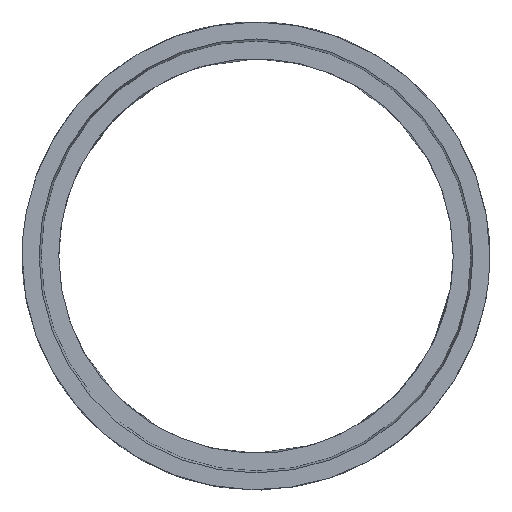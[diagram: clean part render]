
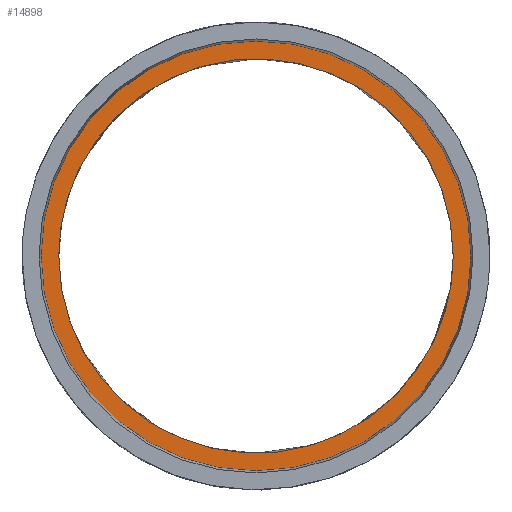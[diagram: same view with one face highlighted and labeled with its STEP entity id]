
A CAD part, top view. The second image highlights one B-rep face of the part: STEP entity #14898.
In plain terms, the highlighted planar face has unit normal (0, 0, 1).
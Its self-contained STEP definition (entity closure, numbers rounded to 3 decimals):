
#170 = CARTESIAN_POINT ( 'NONE',  ( -500., 132.604, 250. ) ) ;
#279 = CARTESIAN_POINT ( 'NONE',  ( 259.788, 447.319, 250. ) ) ;
#631 = ORIENTED_EDGE ( 'NONE', *, *, #17486, .F. ) ;
#773 = FACE_BOUND ( 'NONE', #15168, .T. ) ;
#1785 = CARTESIAN_POINT ( 'NONE',  ( 480.329, 176.116, 250. ) ) ;
#1929 = CARTESIAN_POINT ( 'NONE',  ( 499.737, -19.864, 250. ) ) ;
#2178 = AXIS2_PLACEMENT_3D ( 'NONE', #7446, #18805, #16973 ) ;
#2390 = FACE_OUTER_BOUND ( 'NONE', #5181, .T. ) ;
#3216 = CARTESIAN_POINT ( 'NONE',  ( 259.788, -447.319, 250. ) ) ;
#3459 = VERTEX_POINT ( 'NONE', #12579 ) ;
#3816 = CARTESIAN_POINT ( 'NONE',  ( 496.611, 59.236, 250. ) ) ;
#4934 = CIRCLE ( 'NONE', #17012, 545. ) ;
#4946 = CARTESIAN_POINT ( 'NONE',  ( 132.604, -500., 250. ) ) ;
#5181 = EDGE_LOOP ( 'NONE', ( #10818, #7619 ) ) ;
#5287 = VERTEX_POINT ( 'NONE', #15257 ) ;
#5332 = CARTESIAN_POINT ( 'NONE',  ( 500., 0., 250. ) ) ;
#6973 = CARTESIAN_POINT ( 'NONE',  ( -500., -132.604, 250. ) ) ;
#7046 = CARTESIAN_POINT ( 'NONE',  ( 132.604, 500., 250. ) ) ;
#7446 = CARTESIAN_POINT ( 'NONE',  ( 500., 0., 250. ) ) ;
#7619 = ORIENTED_EDGE ( 'NONE', *, *, #14998, .T. ) ;
#7684 = CIRCLE ( 'NONE', #18727, 545. ) ;
#7757 = VERTEX_POINT ( 'NONE', #19808 ) ;
#8280 = CARTESIAN_POINT ( 'NONE',  ( -259.788, -447.319, 250. ) ) ;
#8351 = CARTESIAN_POINT ( 'NONE',  ( 428.566, 278.541, 250. ) ) ;
#8489 = CARTESIAN_POINT ( 'NONE',  ( 500., 0., 250. ) ) ;
#8589 = CARTESIAN_POINT ( 'NONE',  ( 480.329, -176.116, 250. ) ) ;
#9350 = DIRECTION ( 'NONE',  ( 0., 0., 1. ) ) ;
#10012 = CARTESIAN_POINT ( 'NONE',  ( -500., 0., 250. ) ) ;
#10223 = CARTESIAN_POINT ( 'NONE',  ( 428.566, -278.541, 250. ) ) ;
#10294 = CARTESIAN_POINT ( 'NONE',  ( -132.604, 500., 250. ) ) ;
#10818 = ORIENTED_EDGE ( 'NONE', *, *, #16702, .T. ) ;
#10863 = DIRECTION ( 'NONE',  ( 1., 0., 0. ) ) ;
#11193 = EDGE_CURVE ( 'NONE', #5287, #14711, #14116, .T. ) ;
#11466 = B_SPLINE_CURVE_WITH_KNOTS ( 'NONE', 3,
 ( #10012, #6973, #16413, #8280, #13366, #4946, #3216, #10223, #8589, #16624, #15207, #1929, #13578, #8489 ),
 .UNSPECIFIED., .F., .F.,
 ( 4, 2, 2, 2, 1, 1, 1, 1, 4 ),
 ( 1.57, 1.963, 2.355, 2.748, 3.062, 3.082, 3.101, 3.121, 3.141 ),
 .UNSPECIFIED. ) ;
#12102 = DIRECTION ( 'NONE',  ( 1., 0., 0. ) ) ;
#12579 = CARTESIAN_POINT ( 'NONE',  ( 545., 0., 250. ) ) ;
#13366 = CARTESIAN_POINT ( 'NONE',  ( -132.604, -500., 250. ) ) ;
#13437 = CARTESIAN_POINT ( 'NONE',  ( 499.737, 19.864, 250. ) ) ;
#13578 = CARTESIAN_POINT ( 'NONE',  ( 500., -6.63, 250. ) ) ;
#13610 = DIRECTION ( 'NONE',  ( 0., 0., 1. ) ) ;
#14116 = B_SPLINE_CURVE_WITH_KNOTS ( 'NONE', 3,
 ( #5332, #16902, #13437, #18523, #3816, #1785, #8351, #279, #7046, #10294, #20239, #14957, #170, #18417 ),
 .UNSPECIFIED., .F., .F.,
 ( 4, 1, 1, 1, 1, 2, 2, 2, 4 ),
 ( 0., 0.02, 0.039, 0.059, 0.079, 0.393, 0.785, 1.178, 1.57 ),
 .UNSPECIFIED. ) ;
#14525 = CARTESIAN_POINT ( 'NONE',  ( -500., 0., 250. ) ) ;
#14711 = VERTEX_POINT ( 'NONE', #14525 ) ;
#14898 = ADVANCED_FACE ( 'NONE', ( #2390, #773 ), #17301, .F. ) ;
#14957 = CARTESIAN_POINT ( 'NONE',  ( -447.319, 259.788, 250. ) ) ;
#14998 = EDGE_CURVE ( 'NONE', #7757, #3459, #4934, .T. ) ;
#15168 = EDGE_LOOP ( 'NONE', ( #18799, #631 ) ) ;
#15207 = CARTESIAN_POINT ( 'NONE',  ( 498.56, -39.611, 250. ) ) ;
#15257 = CARTESIAN_POINT ( 'NONE',  ( 500., 0., 250. ) ) ;
#15451 = CARTESIAN_POINT ( 'NONE',  ( 0., 0., 250. ) ) ;
#16062 = CARTESIAN_POINT ( 'NONE',  ( 0., 0., 250. ) ) ;
#16413 = CARTESIAN_POINT ( 'NONE',  ( -447.319, -259.788, 250. ) ) ;
#16624 = CARTESIAN_POINT ( 'NONE',  ( 496.611, -59.236, 250. ) ) ;
#16702 = EDGE_CURVE ( 'NONE', #3459, #7757, #7684, .T. ) ;
#16902 = CARTESIAN_POINT ( 'NONE',  ( 500., 6.63, 250. ) ) ;
#16973 = DIRECTION ( 'NONE',  ( -1., 0., 0. ) ) ;
#17012 = AXIS2_PLACEMENT_3D ( 'NONE', #15451, #13610, #12102 ) ;
#17301 = PLANE ( 'NONE',  #2178 ) ;
#17486 = EDGE_CURVE ( 'NONE', #14711, #5287, #11466, .T. ) ;
#18417 = CARTESIAN_POINT ( 'NONE',  ( -500., 0., 250. ) ) ;
#18523 = CARTESIAN_POINT ( 'NONE',  ( 498.56, 39.611, 250. ) ) ;
#18727 = AXIS2_PLACEMENT_3D ( 'NONE', #16062, #9350, #10863 ) ;
#18799 = ORIENTED_EDGE ( 'NONE', *, *, #11193, .F. ) ;
#18805 = DIRECTION ( 'NONE',  ( 0., 0., -1. ) ) ;
#19808 = CARTESIAN_POINT ( 'NONE',  ( -545., 0., 250. ) ) ;
#20239 = CARTESIAN_POINT ( 'NONE',  ( -259.788, 447.319, 250. ) ) ;
